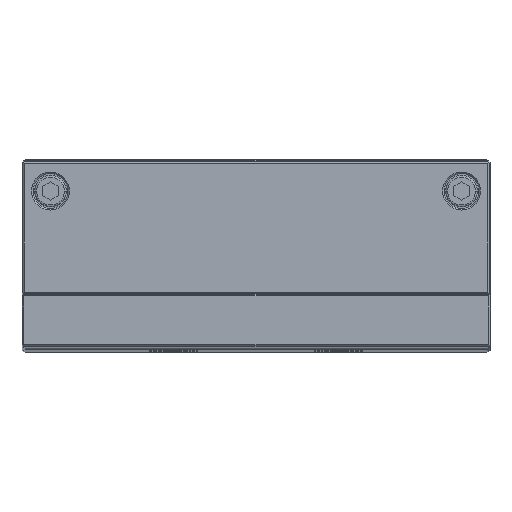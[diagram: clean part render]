
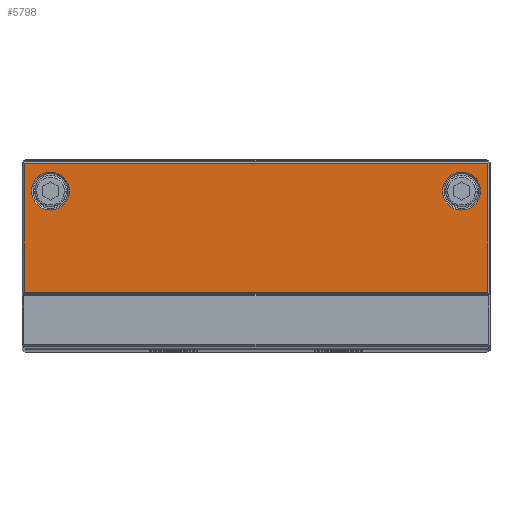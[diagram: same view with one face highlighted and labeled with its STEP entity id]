
A CAD part, top view. The second image highlights one B-rep face of the part: STEP entity #5798.
In plain terms, the highlighted planar face has unit normal (0, 0, 1).
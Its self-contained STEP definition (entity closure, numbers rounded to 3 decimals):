
#4561=FACE_BOUND('',#8283,.T.);
#4562=FACE_BOUND('',#8284,.T.);
#4563=FACE_BOUND('',#8285,.T.);
#4801=PLANE('',#25928);
#5798=ADVANCED_FACE('',(#4561,#4562,#4563),#4801,.T.);
#8283=EDGE_LOOP('',(#14323,#14324,#14325,#14326));
#8284=EDGE_LOOP('',(#14327,#14328));
#8285=EDGE_LOOP('',(#14329,#14330));
#9697=LINE('',#32851,#11960);
#9698=LINE('',#32854,#11961);
#9699=LINE('',#32856,#11962);
#9700=LINE('',#32858,#11963);
#11960=VECTOR('',#27564,1.);
#11961=VECTOR('',#27565,1.);
#11962=VECTOR('',#27566,1.);
#11963=VECTOR('',#27567,1.);
#14323=ORIENTED_EDGE('',*,*,#22409,.T.);
#14324=ORIENTED_EDGE('',*,*,#22410,.T.);
#14325=ORIENTED_EDGE('',*,*,#22411,.T.);
#14326=ORIENTED_EDGE('',*,*,#22412,.T.);
#14327=ORIENTED_EDGE('',*,*,#22327,.T.);
#14328=ORIENTED_EDGE('',*,*,#22408,.T.);
#14329=ORIENTED_EDGE('',*,*,#22331,.T.);
#14330=ORIENTED_EDGE('',*,*,#22407,.T.);
#20331=VERTEX_POINT('',#32680);
#20332=VERTEX_POINT('',#32682);
#20335=VERTEX_POINT('',#32689);
#20336=VERTEX_POINT('',#32691);
#20385=VERTEX_POINT('',#32852);
#20386=VERTEX_POINT('',#32853);
#20387=VERTEX_POINT('',#32855);
#20388=VERTEX_POINT('',#32857);
#22327=EDGE_CURVE('',#20332,#20331,#25407,.T.);
#22331=EDGE_CURVE('',#20336,#20335,#25409,.T.);
#22407=EDGE_CURVE('',#20335,#20336,#25432,.T.);
#22408=EDGE_CURVE('',#20331,#20332,#25433,.T.);
#22409=EDGE_CURVE('',#20385,#20386,#9697,.T.);
#22410=EDGE_CURVE('',#20386,#20387,#9698,.T.);
#22411=EDGE_CURVE('',#20387,#20388,#9699,.T.);
#22412=EDGE_CURVE('',#20388,#20385,#9700,.T.);
#25407=CIRCLE('',#25866,6.);
#25409=CIRCLE('',#25869,6.);
#25432=CIRCLE('',#25924,6.);
#25433=CIRCLE('',#25926,6.);
#25866=AXIS2_PLACEMENT_3D('',#32681,#27385,#27386);
#25869=AXIS2_PLACEMENT_3D('',#32690,#27393,#27394);
#25924=AXIS2_PLACEMENT_3D('',#32847,#27556,#27557);
#25926=AXIS2_PLACEMENT_3D('',#32849,#27560,#27561);
#25928=AXIS2_PLACEMENT_3D('',#32859,#27568,#27569);
#27385=DIRECTION('',(0.,0.,-1.));
#27386=DIRECTION('',(1.,0.,0.));
#27393=DIRECTION('',(0.,0.,-1.));
#27394=DIRECTION('',(1.,0.,0.));
#27556=DIRECTION('',(0.,0.,-1.));
#27557=DIRECTION('',(1.,0.,0.));
#27560=DIRECTION('',(0.,0.,-1.));
#27561=DIRECTION('',(1.,0.,0.));
#27564=DIRECTION('',(0.,-1.,0.));
#27565=DIRECTION('',(1.,0.,0.));
#27566=DIRECTION('',(0.,1.,0.));
#27567=DIRECTION('',(-1.,0.,0.));
#27568=DIRECTION('',(0.,0.,1.));
#27569=DIRECTION('',(1.,0.,0.));
#32680=CARTESIAN_POINT('',(59.,49.85,389.5));
#32681=CARTESIAN_POINT('',(65.,49.85,389.5));
#32682=CARTESIAN_POINT('',(71.,49.85,389.5));
#32689=CARTESIAN_POINT('',(-71.,49.85,389.5));
#32690=CARTESIAN_POINT('',(-65.,49.85,389.5));
#32691=CARTESIAN_POINT('',(-59.,49.85,389.5));
#32847=CARTESIAN_POINT('',(-65.,49.85,389.5));
#32849=CARTESIAN_POINT('',(65.,49.85,389.5));
#32851=CARTESIAN_POINT('',(-73.25,17.85,389.5));
#32852=CARTESIAN_POINT('',(-73.25,58.55,389.5));
#32853=CARTESIAN_POINT('',(-73.25,17.85,389.5));
#32854=CARTESIAN_POINT('',(73.25,17.85,389.5));
#32855=CARTESIAN_POINT('',(73.25,17.85,389.5));
#32856=CARTESIAN_POINT('',(73.25,58.55,389.5));
#32857=CARTESIAN_POINT('',(73.25,58.55,389.5));
#32858=CARTESIAN_POINT('',(-73.25,58.55,389.5));
#32859=CARTESIAN_POINT('',(-73.75,17.35,389.5));
